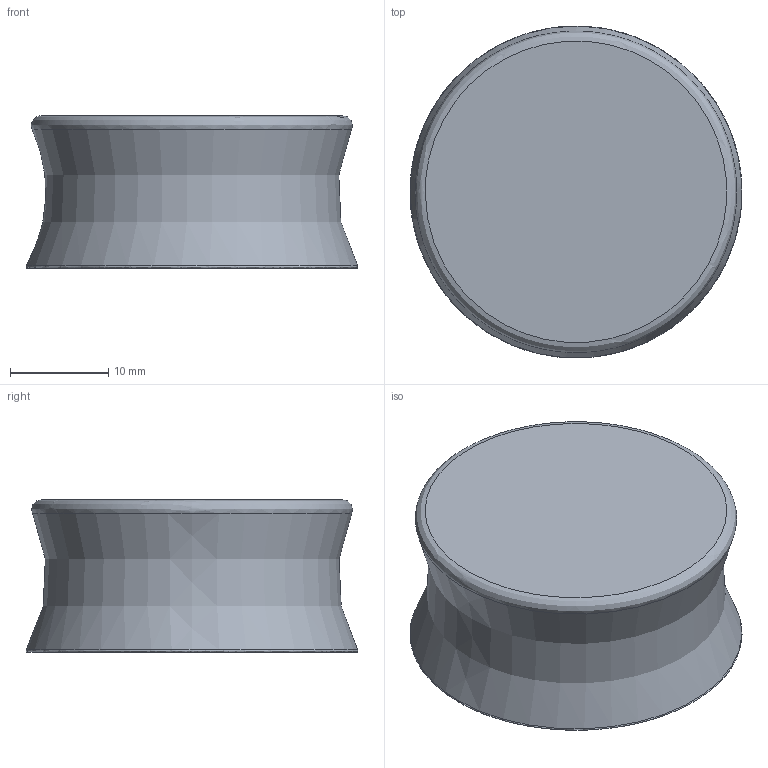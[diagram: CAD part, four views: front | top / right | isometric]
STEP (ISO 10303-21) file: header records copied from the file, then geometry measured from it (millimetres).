
FILE_DESCRIPTION(('FreeCAD Model'),'2;1');
FILE_NAME('colorpicker_v0_8_knob.step','2019-12-17T21:59:10',('Author'),(''), 'Open CASCADE STEP processor 7.3','FreeCAD','Unknown');
FILE_SCHEMA(('AUTOMOTIVE_DESIGN { 1 0 10303 214 1 1 1 1 }'));
Length unit declared in the file: millimetre
Products named in the file (1): Knob
Bounding box: 33.77 x 33.77 x 15.5 mm (x, y, z)
Volume: 3294.4 mm3; surface area: 6004.6 mm2
Topology: 1 solids, 1 shells, 70 faces, 224 edges, 147 vertices
Faces by surface type: plane 38, bspline 23, cylinder 7, revolution 2
Entity records: 9723 total; most frequent: CARTESIAN_POINT 6035, DIRECTION 495, ORIENTED_EDGE 428, PCURVE 428, DEFINITIONAL_REPRESENTATION 428, LINE 340, VECTOR 340, B_SPLINE_CURVE_WITH_KNOTS 248
